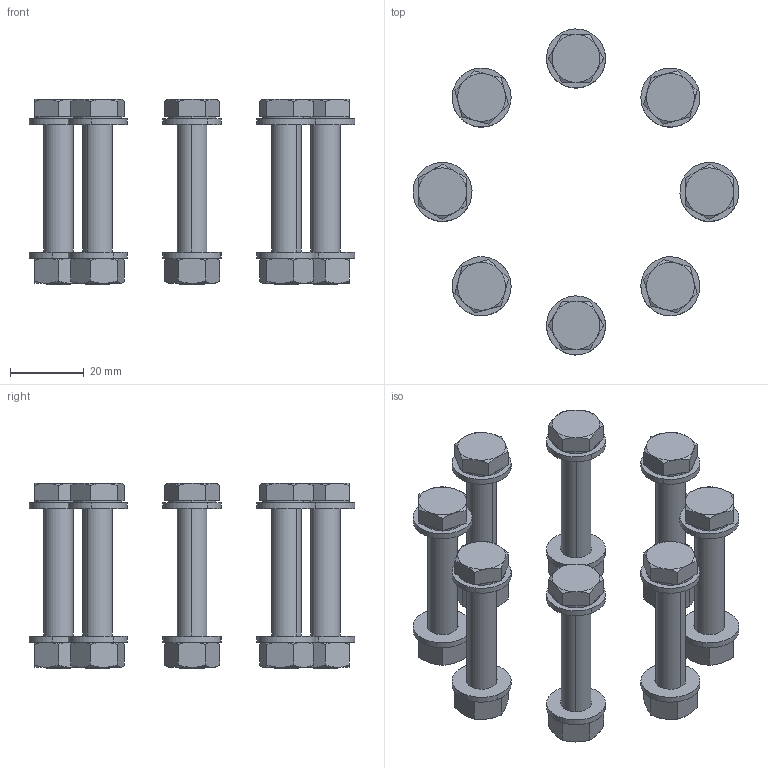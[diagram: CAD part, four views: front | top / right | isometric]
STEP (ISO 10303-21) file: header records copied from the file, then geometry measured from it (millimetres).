
FILE_DESCRIPTION (( 'STEP AP214' ), '1' );
FILE_NAME ('420BSC050-45.step', '2017-07-07T09:44:19', ( 'install' ), ( '' ), 'SwSTEP 2.0', 'SolidWorks 2015', '' );
FILE_SCHEMA (( 'AUTOMOTIVE_DESIGN' ));
Length unit declared in the file: millimetre
Products named in the file (1): 420BSC050-45
Bounding box: 88.39 x 88.39 x 50.3 mm (x, y, z)
Volume: 33806.7 mm3; surface area: 24895.9 mm2
Topology: 32 solids, 32 shells, 552 faces, 1152 edges, 672 vertices
Faces by surface type: plane 216, cone 192, cylinder 128, torus 16
Entity records: 22005 total; most frequent: CARTESIAN_POINT 4009, DIRECTION 2466, ORIENTED_EDGE 2304, EDGE_CURVE 1152, AXIS2_PLACEMENT_3D 1049, VERTEX_POINT 672, EDGE_LOOP 608, UNCERTAINTY_MEASURE_WITH_UNIT 586
